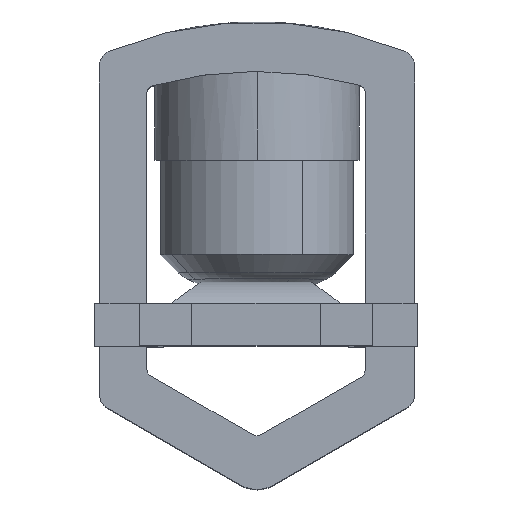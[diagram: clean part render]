
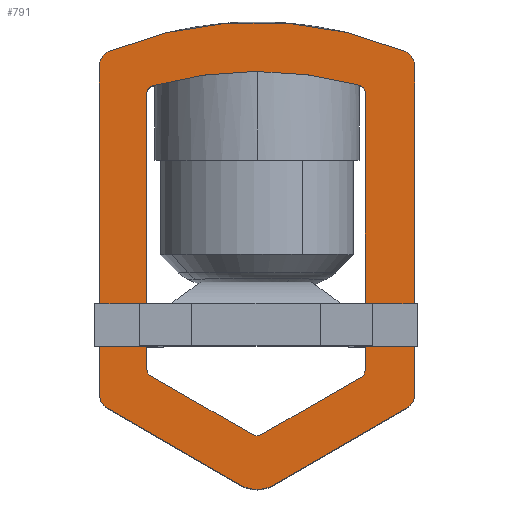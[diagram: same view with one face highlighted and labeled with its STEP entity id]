
A CAD part, top view. The second image highlights one B-rep face of the part: STEP entity #791.
In plain terms, the highlighted planar face has unit normal (0, 0, 1).
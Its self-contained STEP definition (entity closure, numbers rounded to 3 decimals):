
#418=CARTESIAN_POINT('Vertex',(2.729,37.829,10.254)) ;
#434=CARTESIAN_POINT('Vertex',(2.243,38.556,10.254)) ;
#437=CARTESIAN_POINT('Axis2P3D Location',(1.942,37.829,10.254)) ;
#631=CARTESIAN_POINT('Axis2P3D Location',(-5.03,29.205,10.254)) ;
#636=CARTESIAN_POINT('Axis2P3D Location',(1.942,21.668,10.254)) ;
#640=CARTESIAN_POINT('Vertex',(2.336,20.986,10.254)) ;
#642=CARTESIAN_POINT('Vertex',(2.729,21.668,10.254)) ;
#645=CARTESIAN_POINT('Line Origine',(2.729,29.748,10.254)) ;
#650=CARTESIAN_POINT('Axis2P3D Location',(-5.03,20.949,10.254)) ;
#654=CARTESIAN_POINT('Vertex',(-12.303,38.556,10.254)) ;
#657=CARTESIAN_POINT('Axis2P3D Location',(-12.003,37.829,10.254)) ;
#661=CARTESIAN_POINT('Vertex',(-12.79,37.829,10.254)) ;
#664=CARTESIAN_POINT('Line Origine',(-12.79,29.748,10.254)) ;
#668=CARTESIAN_POINT('Vertex',(-12.79,21.668,10.254)) ;
#671=CARTESIAN_POINT('Axis2P3D Location',(-12.003,21.668,10.254)) ;
#675=CARTESIAN_POINT('Vertex',(-12.396,20.986,10.254)) ;
#678=CARTESIAN_POINT('Line Origine',(-9.11,19.088,10.254)) ;
#682=CARTESIAN_POINT('Vertex',(-5.824,17.191,10.254)) ;
#685=CARTESIAN_POINT('Axis2P3D Location',(-5.03,18.566,10.254)) ;
#689=CARTESIAN_POINT('Vertex',(-4.236,17.191,10.254)) ;
#692=CARTESIAN_POINT('Line Origine',(-0.95,19.088,10.254)) ;
#709=CARTESIAN_POINT('Line Origine',(-7.742,21.118,10.254)) ;
#713=CARTESIAN_POINT('Vertex',(-5.221,19.662,10.254)) ;
#715=CARTESIAN_POINT('Vertex',(-10.263,22.573,10.254)) ;
#718=CARTESIAN_POINT('Axis2P3D Location',(-10.072,22.903,10.254)) ;
#722=CARTESIAN_POINT('Vertex',(-10.453,22.903,10.254)) ;
#725=CARTESIAN_POINT('Line Origine',(-10.453,29.695,10.254)) ;
#729=CARTESIAN_POINT('Vertex',(-10.453,36.486,10.254)) ;
#732=CARTESIAN_POINT('Axis2P3D Location',(-10.072,36.486,10.254)) ;
#736=CARTESIAN_POINT('Vertex',(-10.175,36.853,10.254)) ;
#739=CARTESIAN_POINT('Axis2P3D Location',(-5.03,18.511,10.254)) ;
#743=CARTESIAN_POINT('Vertex',(0.011,36.882,10.254)) ;
#746=CARTESIAN_POINT('Axis2P3D Location',(-0.09,36.514,10.254)) ;
#750=CARTESIAN_POINT('Vertex',(0.291,36.514,10.254)) ;
#753=CARTESIAN_POINT('Line Origine',(0.291,29.679,10.254)) ;
#757=CARTESIAN_POINT('Vertex',(0.291,22.845,10.254)) ;
#760=CARTESIAN_POINT('Axis2P3D Location',(-0.09,22.845,10.254)) ;
#764=CARTESIAN_POINT('Vertex',(0.101,22.515,10.254)) ;
#767=CARTESIAN_POINT('Line Origine',(-2.37,21.088,10.254)) ;
#771=CARTESIAN_POINT('Vertex',(-4.84,19.662,10.254)) ;
#774=CARTESIAN_POINT('Axis2P3D Location',(-5.03,19.992,10.254)) ;
#438=DIRECTION('Axis2P3D Direction',(0.,0.,-1.)) ;
#632=DIRECTION('Axis2P3D Direction',(0.,0.,-1.)) ;
#633=DIRECTION('Axis2P3D XDirection',(-1.,0.,0.)) ;
#637=DIRECTION('Axis2P3D Direction',(0.,0.,-1.)) ;
#646=DIRECTION('Vector Direction',(0.,1.,0.)) ;
#651=DIRECTION('Axis2P3D Direction',(0.,0.,-1.)) ;
#658=DIRECTION('Axis2P3D Direction',(0.,0.,-1.)) ;
#665=DIRECTION('Vector Direction',(0.,-1.,0.)) ;
#672=DIRECTION('Axis2P3D Direction',(0.,0.,-1.)) ;
#679=DIRECTION('Vector Direction',(0.866,-0.5,0.)) ;
#686=DIRECTION('Axis2P3D Direction',(0.,0.,-1.)) ;
#693=DIRECTION('Vector Direction',(0.866,0.5,0.)) ;
#710=DIRECTION('Vector Direction',(-0.866,0.5,0.)) ;
#719=DIRECTION('Axis2P3D Direction',(0.,0.,-1.)) ;
#726=DIRECTION('Vector Direction',(0.,1.,0.)) ;
#733=DIRECTION('Axis2P3D Direction',(0.,0.,-1.)) ;
#740=DIRECTION('Axis2P3D Direction',(0.,0.,-1.)) ;
#747=DIRECTION('Axis2P3D Direction',(0.,0.,-1.)) ;
#754=DIRECTION('Vector Direction',(0.,-1.,0.)) ;
#761=DIRECTION('Axis2P3D Direction',(0.,0.,-1.)) ;
#768=DIRECTION('Vector Direction',(-0.866,-0.5,0.)) ;
#775=DIRECTION('Axis2P3D Direction',(0.,0.,-1.)) ;
#439=AXIS2_PLACEMENT_3D('Circle Axis2P3D',#437,#438,$) ;
#634=AXIS2_PLACEMENT_3D('Plane Axis2P3D',#631,#632,#633) ;
#638=AXIS2_PLACEMENT_3D('Circle Axis2P3D',#636,#637,$) ;
#652=AXIS2_PLACEMENT_3D('Circle Axis2P3D',#650,#651,$) ;
#659=AXIS2_PLACEMENT_3D('Circle Axis2P3D',#657,#658,$) ;
#673=AXIS2_PLACEMENT_3D('Circle Axis2P3D',#671,#672,$) ;
#687=AXIS2_PLACEMENT_3D('Circle Axis2P3D',#685,#686,$) ;
#720=AXIS2_PLACEMENT_3D('Circle Axis2P3D',#718,#719,$) ;
#734=AXIS2_PLACEMENT_3D('Circle Axis2P3D',#732,#733,$) ;
#741=AXIS2_PLACEMENT_3D('Circle Axis2P3D',#739,#740,$) ;
#748=AXIS2_PLACEMENT_3D('Circle Axis2P3D',#746,#747,$) ;
#762=AXIS2_PLACEMENT_3D('Circle Axis2P3D',#760,#761,$) ;
#776=AXIS2_PLACEMENT_3D('Circle Axis2P3D',#774,#775,$) ;
#698=ORIENTED_EDGE('',*,*,#644,.T.) ;
#699=ORIENTED_EDGE('',*,*,#649,.T.) ;
#700=ORIENTED_EDGE('',*,*,#441,.T.) ;
#701=ORIENTED_EDGE('',*,*,#656,.T.) ;
#702=ORIENTED_EDGE('',*,*,#663,.T.) ;
#703=ORIENTED_EDGE('',*,*,#670,.T.) ;
#704=ORIENTED_EDGE('',*,*,#677,.T.) ;
#705=ORIENTED_EDGE('',*,*,#684,.T.) ;
#706=ORIENTED_EDGE('',*,*,#691,.T.) ;
#707=ORIENTED_EDGE('',*,*,#696,.T.) ;
#780=ORIENTED_EDGE('',*,*,#717,.T.) ;
#781=ORIENTED_EDGE('',*,*,#724,.T.) ;
#782=ORIENTED_EDGE('',*,*,#731,.T.) ;
#783=ORIENTED_EDGE('',*,*,#738,.T.) ;
#784=ORIENTED_EDGE('',*,*,#745,.T.) ;
#785=ORIENTED_EDGE('',*,*,#752,.T.) ;
#786=ORIENTED_EDGE('',*,*,#759,.T.) ;
#787=ORIENTED_EDGE('',*,*,#766,.T.) ;
#788=ORIENTED_EDGE('',*,*,#773,.T.) ;
#789=ORIENTED_EDGE('',*,*,#778,.T.) ;
#790=FACE_BOUND('',#779,.T.) ;
#647=VECTOR('Line Direction',#646,1.) ;
#666=VECTOR('Line Direction',#665,1.) ;
#680=VECTOR('Line Direction',#679,1.) ;
#694=VECTOR('Line Direction',#693,1.) ;
#711=VECTOR('Line Direction',#710,1.) ;
#727=VECTOR('Line Direction',#726,1.) ;
#755=VECTOR('Line Direction',#754,1.) ;
#769=VECTOR('Line Direction',#768,1.) ;
#791=ADVANCED_FACE('SSRAL1',(#708,#790),#635,.F.) ;
#440=CIRCLE('generated circle',#439,0.787) ;
#639=CIRCLE('generated circle',#638,0.787) ;
#653=CIRCLE('generated circle',#652,19.05) ;
#660=CIRCLE('generated circle',#659,0.787) ;
#674=CIRCLE('generated circle',#673,0.787) ;
#688=CIRCLE('generated circle',#687,1.587) ;
#721=CIRCLE('generated circle',#720,0.381) ;
#735=CIRCLE('generated circle',#734,0.381) ;
#742=CIRCLE('generated circle',#741,19.05) ;
#749=CIRCLE('generated circle',#748,0.381) ;
#763=CIRCLE('generated circle',#762,0.381) ;
#777=CIRCLE('generated circle',#776,0.381) ;
#441=EDGE_CURVE('',#419,#435,#440,.F.) ;
#644=EDGE_CURVE('',#641,#643,#639,.F.) ;
#649=EDGE_CURVE('',#643,#419,#648,.T.) ;
#656=EDGE_CURVE('',#435,#655,#653,.F.) ;
#663=EDGE_CURVE('',#655,#662,#660,.F.) ;
#670=EDGE_CURVE('',#662,#669,#667,.T.) ;
#677=EDGE_CURVE('',#669,#676,#674,.F.) ;
#684=EDGE_CURVE('',#676,#683,#681,.T.) ;
#691=EDGE_CURVE('',#683,#690,#688,.F.) ;
#696=EDGE_CURVE('',#690,#641,#695,.T.) ;
#717=EDGE_CURVE('',#714,#716,#712,.T.) ;
#724=EDGE_CURVE('',#716,#723,#721,.T.) ;
#731=EDGE_CURVE('',#723,#730,#728,.T.) ;
#738=EDGE_CURVE('',#730,#737,#735,.T.) ;
#745=EDGE_CURVE('',#737,#744,#742,.T.) ;
#752=EDGE_CURVE('',#744,#751,#749,.T.) ;
#759=EDGE_CURVE('',#751,#758,#756,.T.) ;
#766=EDGE_CURVE('',#758,#765,#763,.T.) ;
#773=EDGE_CURVE('',#765,#772,#770,.T.) ;
#778=EDGE_CURVE('',#772,#714,#777,.T.) ;
#697=EDGE_LOOP('',(#698,#699,#700,#701,#702,#703,#704,#705,#706,#707)) ;
#779=EDGE_LOOP('',(#780,#781,#782,#783,#784,#785,#786,#787,#788,#789)) ;
#708=FACE_OUTER_BOUND('',#697,.T.) ;
#648=LINE('Line',#645,#647) ;
#667=LINE('Line',#664,#666) ;
#681=LINE('Line',#678,#680) ;
#695=LINE('Line',#692,#694) ;
#712=LINE('Line',#709,#711) ;
#728=LINE('Line',#725,#727) ;
#756=LINE('Line',#753,#755) ;
#770=LINE('Line',#767,#769) ;
#635=PLANE('',#634) ;
#419=VERTEX_POINT('',#418) ;
#435=VERTEX_POINT('',#434) ;
#641=VERTEX_POINT('',#640) ;
#643=VERTEX_POINT('',#642) ;
#655=VERTEX_POINT('',#654) ;
#662=VERTEX_POINT('',#661) ;
#669=VERTEX_POINT('',#668) ;
#676=VERTEX_POINT('',#675) ;
#683=VERTEX_POINT('',#682) ;
#690=VERTEX_POINT('',#689) ;
#714=VERTEX_POINT('',#713) ;
#716=VERTEX_POINT('',#715) ;
#723=VERTEX_POINT('',#722) ;
#730=VERTEX_POINT('',#729) ;
#737=VERTEX_POINT('',#736) ;
#744=VERTEX_POINT('',#743) ;
#751=VERTEX_POINT('',#750) ;
#758=VERTEX_POINT('',#757) ;
#765=VERTEX_POINT('',#764) ;
#772=VERTEX_POINT('',#771) ;
